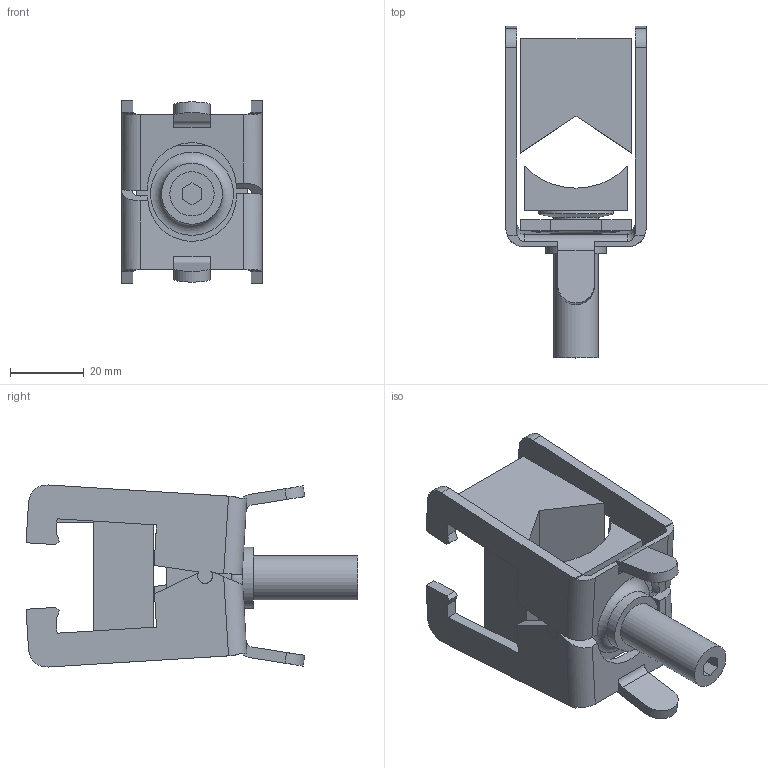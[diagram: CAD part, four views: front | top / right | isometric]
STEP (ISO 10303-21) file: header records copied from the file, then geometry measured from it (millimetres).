
FILE_DESCRIPTION((''),'2;1');
FILE_NAME('01318000.stp','2013-10-15T07:27:54',('Alois Weiner'),(''),'Autodesk Inventor 2013','Autodesk Inventor 2013','');
FILE_SCHEMA(('AUTOMOTIVE_DESIGN { 1 0 10303 214 1 1 1 1 }'));
Length unit declared in the file: millimetre
Products named in the file (5): 01318000; 30647000; 61510000; 71530000; 71478000
Assembly tree (5 placements, depth 2):
  01318000
    30647000
    61510000
    71530000  x2
    71478000
Bounding box: 38 x 89.97 x 49.34 mm (x, y, z)
Volume: 41203.5 mm3; surface area: 24140.3 mm2
Topology: 5 solids, 5 shells, 146 faces, 389 edges, 256 vertices
Faces by surface type: plane 108, cylinder 29, torus 6, cone 3
Full cylindrical faces by diameter (mm): 12 x3, 16.492 x1
Entity records: 3105 total; most frequent: CARTESIAN_POINT 548, DIRECTION 498, ORIENTED_EDGE 484, EDGE_CURVE 242, VECTOR 190, LINE 190, VERTEX_POINT 164, AXIS2_PLACEMENT_3D 154
